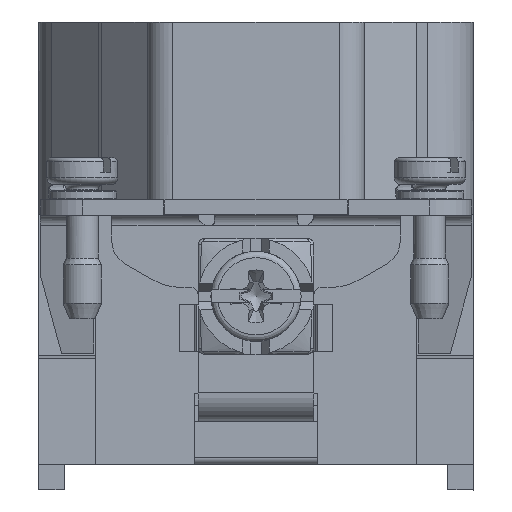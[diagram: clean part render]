
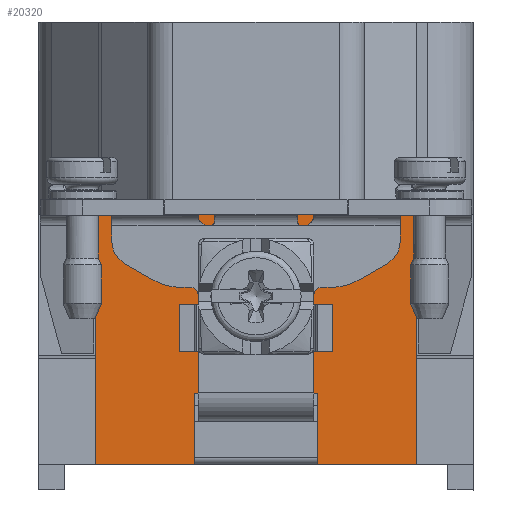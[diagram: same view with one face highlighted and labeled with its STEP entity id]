
A CAD part, left-side view. The second image highlights one B-rep face of the part: STEP entity #20320.
In plain terms, the highlighted planar face has unit normal (-1, 0, 0).
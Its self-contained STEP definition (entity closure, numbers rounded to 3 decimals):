
#19190=FACE_BOUND('',#26991,.T.);
#19191=FACE_BOUND('',#26992,.T.);
#20320=ADVANCED_FACE('',(#19190,#19191),#22472,.T.);
#22472=PLANE('',#115316);
#26991=EDGE_LOOP('',(#41720));
#26992=EDGE_LOOP('',(#41721,#41722,#41723,#41724,#41725,#41726,#41727,#41728,
#41729,#41730,#41731,#41732,#41733,#41734,#41735,#41736));
#41720=ORIENTED_EDGE('',*,*,#65829,.F.);
#41721=ORIENTED_EDGE('',*,*,#65658,.T.);
#41722=ORIENTED_EDGE('',*,*,#65659,.T.);
#41723=ORIENTED_EDGE('',*,*,#60019,.T.);
#41724=ORIENTED_EDGE('',*,*,#65679,.T.);
#41725=ORIENTED_EDGE('',*,*,#65682,.T.);
#41726=ORIENTED_EDGE('',*,*,#65685,.T.);
#41727=ORIENTED_EDGE('',*,*,#65702,.T.);
#41728=ORIENTED_EDGE('',*,*,#65830,.T.);
#41729=ORIENTED_EDGE('',*,*,#63424,.T.);
#41730=ORIENTED_EDGE('',*,*,#65790,.T.);
#41731=ORIENTED_EDGE('',*,*,#65803,.T.);
#41732=ORIENTED_EDGE('',*,*,#65818,.T.);
#41733=ORIENTED_EDGE('',*,*,#65825,.T.);
#41734=ORIENTED_EDGE('',*,*,#65827,.T.);
#41735=ORIENTED_EDGE('',*,*,#60029,.T.);
#41736=ORIENTED_EDGE('',*,*,#65630,.T.);
#51070=VERTEX_POINT('',#152014);
#51071=VERTEX_POINT('',#152016);
#51080=VERTEX_POINT('',#152034);
#51081=VERTEX_POINT('',#152036);
#54393=VERTEX_POINT('',#164773);
#54394=VERTEX_POINT('',#164775);
#56447=VERTEX_POINT('',#172880);
#56465=VERTEX_POINT('',#172939);
#56476=VERTEX_POINT('',#172982);
#56477=VERTEX_POINT('',#172986);
#56479=VERTEX_POINT('',#172992);
#56490=VERTEX_POINT('',#173024);
#56549=VERTEX_POINT('',#173235);
#56558=VERTEX_POINT('',#173261);
#56564=VERTEX_POINT('',#173287);
#56567=VERTEX_POINT('',#173299);
#56568=VERTEX_POINT('',#173325);
#60019=EDGE_CURVE('',#51071,#51070,#90917,.T.);
#60029=EDGE_CURVE('',#51081,#51080,#90925,.T.);
#63424=EDGE_CURVE('',#54394,#54393,#92166,.T.);
#65630=EDGE_CURVE('',#51080,#56447,#92920,.T.);
#65658=EDGE_CURVE('',#56447,#56465,#92941,.T.);
#65659=EDGE_CURVE('',#56465,#51071,#92942,.T.);
#65679=EDGE_CURVE('',#51070,#56476,#92955,.T.);
#65682=EDGE_CURVE('',#56476,#56477,#92958,.T.);
#65685=EDGE_CURVE('',#56477,#56479,#92961,.T.);
#65702=EDGE_CURVE('',#56479,#56490,#92978,.T.);
#65790=EDGE_CURVE('',#54393,#56549,#93029,.T.);
#65803=EDGE_CURVE('',#56549,#56558,#93042,.T.);
#65818=EDGE_CURVE('',#56558,#56564,#93057,.T.);
#65825=EDGE_CURVE('',#56564,#56567,#93062,.T.);
#65827=EDGE_CURVE('',#56567,#51081,#93064,.T.);
#65829=EDGE_CURVE('',#56568,#56568,#76491,.T.);
#65830=EDGE_CURVE('',#56490,#54394,#93066,.T.);
#76491=B_SPLINE_CURVE_WITH_KNOTS('',3,(#173307,#173308,#173309,#173310,
#173311,#173312,#173313,#173314,#173315,#173316,#173317,#173318,#173319,
#173320,#173321,#173322,#173323,#173324),.UNSPECIFIED.,.T.,.F.,(2,2,2,2,
2,2,2,2,2,2,2),(-0.125,0.,0.125,0.25,0.375,0.5,0.625,0.75,0.875,1.,1.125),
 .UNSPECIFIED.);
#90917=LINE('',#152015,#96722);
#90925=LINE('',#152035,#96730);
#92166=LINE('',#164774,#97971);
#92920=LINE('',#172881,#98725);
#92941=LINE('',#172940,#98746);
#92942=LINE('',#172942,#98747);
#92955=LINE('',#172981,#98760);
#92958=LINE('',#172987,#98763);
#92961=LINE('',#172993,#98766);
#92978=LINE('',#173025,#98783);
#93029=LINE('',#173236,#98834);
#93042=LINE('',#173262,#98847);
#93057=LINE('',#173289,#98862);
#93062=LINE('',#173300,#98867);
#93064=LINE('',#173303,#98869);
#93066=LINE('',#173326,#98871);
#96722=VECTOR('',#119824,1.);
#96730=VECTOR('',#119836,1.);
#97971=VECTOR('',#122315,1.);
#98725=VECTOR('',#124915,1.);
#98746=VECTOR('',#124964,1.);
#98747=VECTOR('',#124967,1.);
#98760=VECTOR('',#125012,1.);
#98763=VECTOR('',#125017,1.);
#98766=VECTOR('',#125022,1.);
#98783=VECTOR('',#125047,1.);
#98834=VECTOR('',#125264,1.);
#98847=VECTOR('',#125285,1.);
#98862=VECTOR('',#125310,1.);
#98867=VECTOR('',#125323,1.);
#98869=VECTOR('',#125327,1.);
#98871=VECTOR('',#125333,1.);
#115316=AXIS2_PLACEMENT_3D('',#173327,#125334,#125335);
#119824=DIRECTION('',(0.,-1.,0.));
#119836=DIRECTION('',(0.,-1.,0.));
#122315=DIRECTION('',(0.,1.,0.));
#124915=DIRECTION('',(0.,0.,1.));
#124964=DIRECTION('',(0.,-1.,0.));
#124967=DIRECTION('',(0.,0.,-1.));
#125012=DIRECTION('',(0.,0.,1.));
#125017=DIRECTION('',(0.,1.,0.));
#125022=DIRECTION('',(0.,0.,1.));
#125047=DIRECTION('',(0.,1.,0.));
#125264=DIRECTION('',(0.,0.,1.));
#125285=DIRECTION('',(0.,1.,0.));
#125310=DIRECTION('',(0.,0.,-1.));
#125323=DIRECTION('',(0.,1.,0.));
#125327=DIRECTION('',(0.,0.,-1.));
#125333=DIRECTION('',(0.,0.,-1.));
#125334=DIRECTION('',(-1.,0.,0.));
#125335=DIRECTION('',(0.,1.,0.));
#152014=CARTESIAN_POINT('',(-44.875,-12.45,-19.35));
#152015=CARTESIAN_POINT('',(-44.875,-5.8,-19.35));
#152016=CARTESIAN_POINT('',(-44.875,-4.8,-19.35));
#152034=CARTESIAN_POINT('',(-44.875,4.8,-19.35));
#152035=CARTESIAN_POINT('',(-44.875,11.45,-19.35));
#152036=CARTESIAN_POINT('',(-44.875,12.45,-19.35));
#164773=CARTESIAN_POINT('',(-44.875,4.05,0.05));
#164774=CARTESIAN_POINT('',(-44.875,-4.05,0.05));
#164775=CARTESIAN_POINT('',(-44.875,-4.05,0.05));
#172880=CARTESIAN_POINT('',(-44.875,4.8,-13.85));
#172881=CARTESIAN_POINT('',(-44.875,4.8,-18.35));
#172939=CARTESIAN_POINT('',(-44.875,-4.8,-13.85));
#172940=CARTESIAN_POINT('',(-44.875,4.8,-13.85));
#172942=CARTESIAN_POINT('',(-44.875,-4.8,-13.85));
#172981=CARTESIAN_POINT('',(-44.875,-12.45,-18.35));
#172982=CARTESIAN_POINT('',(-44.875,-12.45,0.05));
#172986=CARTESIAN_POINT('',(-44.875,-8.45,0.05));
#172987=CARTESIAN_POINT('',(-44.875,-12.45,0.05));
#172992=CARTESIAN_POINT('',(-44.875,-8.45,1.2));
#172993=CARTESIAN_POINT('',(-44.875,-8.45,0.05));
#173024=CARTESIAN_POINT('',(-44.875,-4.05,1.2));
#173025=CARTESIAN_POINT('',(-44.875,-8.45,1.2));
#173235=CARTESIAN_POINT('',(-44.875,4.05,1.2));
#173236=CARTESIAN_POINT('',(-44.875,4.05,0.05));
#173261=CARTESIAN_POINT('',(-44.875,8.45,1.2));
#173262=CARTESIAN_POINT('',(-44.875,4.05,1.2));
#173287=CARTESIAN_POINT('',(-44.875,8.45,0.05));
#173289=CARTESIAN_POINT('',(-44.875,8.45,1.2));
#173299=CARTESIAN_POINT('',(-44.875,12.45,0.05));
#173300=CARTESIAN_POINT('',(-44.875,8.45,0.05));
#173303=CARTESIAN_POINT('',(-44.875,12.45,0.05));
#173307=CARTESIAN_POINT('',(-44.875,2.382,-5.671));
#173308=CARTESIAN_POINT('',(-44.875,2.382,-6.929));
#173309=CARTESIAN_POINT('',(-44.875,2.123,-7.545));
#173310=CARTESIAN_POINT('',(-44.875,1.244,-8.424));
#173311=CARTESIAN_POINT('',(-44.875,0.623,-8.681));
#173312=CARTESIAN_POINT('',(-44.875,-0.62,-8.682));
#173313=CARTESIAN_POINT('',(-44.875,-1.238,-8.429));
#173314=CARTESIAN_POINT('',(-44.875,-2.128,-7.541));
#173315=CARTESIAN_POINT('',(-44.875,-2.381,-6.923));
#173316=CARTESIAN_POINT('',(-44.875,-2.382,-5.679));
#173317=CARTESIAN_POINT('',(-44.875,-2.124,-5.057));
#173318=CARTESIAN_POINT('',(-44.875,-1.247,-4.178));
#173319=CARTESIAN_POINT('',(-44.875,-0.631,-3.919));
#173320=CARTESIAN_POINT('',(-44.875,0.626,-3.918));
#173321=CARTESIAN_POINT('',(-44.875,1.243,-4.175));
#173322=CARTESIAN_POINT('',(-44.875,2.123,-5.054));
#173323=CARTESIAN_POINT('',(-44.875,2.382,-5.671));
#173324=CARTESIAN_POINT('',(-44.875,2.382,-6.929));
#173325=CARTESIAN_POINT('',(-44.875,2.382,-6.3));
#173326=CARTESIAN_POINT('',(-44.875,-4.05,1.2));
#173327=CARTESIAN_POINT('',(-44.875,-12.55,1.3));
